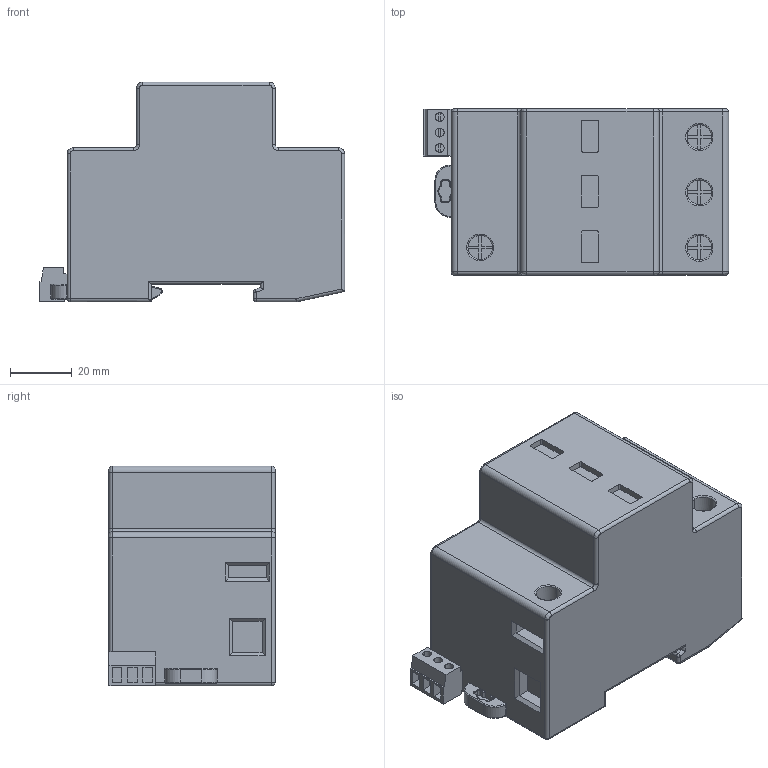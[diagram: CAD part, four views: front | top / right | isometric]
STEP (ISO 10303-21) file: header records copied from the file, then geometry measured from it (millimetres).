
FILE_DESCRIPTION((''),'2;1');
FILE_NAME('ETITEC_T_WENT_4_0_RC_ASM','2023-10-17T10:59:17',('klemen.sitar'),('Audax d.o.o.'),'CREO PARAMETRIC BY PTC INC, 2021304','CREO PARAMETRIC BY PTC INC, 2021304','');
FILE_SCHEMA(('AP242_MANAGED_MODEL_BASED_3D_ENGINEERING_MIM_LF { 1 0 10303 442 1 1 4 }'));
Products named in the file (11): PROBLOC_SAFEBLOX_EXT_4TE_RC_2_1; BAZA_1TE_B2S_RC_ZASKOK_19_1___3; BAZA_1TE_B2S_RC_ZASKOK_19_AS__3_ASM; OUTER_1TE_S_SHAPE_B2S_R_ASM___3_ASM; IZ506_504_ETITEC_B_1P0_RC_AS__3_ASM; ASM0010_ASM_1_1_2_3_4_5_6_7_A_1_ASM; ASM0034_ASM_1_1_ASM_1_ASM; ASM0032_ASM_1_1_ASM_1_ASM; ASM0040_ASM_1_ASM; PROBLOC_SAFEBLOX_EXT_4TE_RC_2_2; ETITEC_T_WENT_4_0_RC_ASM
Assembly tree (10 placements, depth 9):
  ETITEC_T_WENT_4_0_RC_ASM
    ASM0040_ASM_1_ASM
      ASM0032_ASM_1_1_ASM_1_ASM
        PROBLOC_SAFEBLOX_EXT_4TE_RC_2_1
        ASM0034_ASM_1_1_ASM_1_ASM
          ASM0010_ASM_1_1_2_3_4_5_6_7_A_1_ASM
            IZ506_504_ETITEC_B_1P0_RC_AS__3_ASM
              OUTER_1TE_S_SHAPE_B2S_R_ASM___3_ASM
                BAZA_1TE_B2S_RC_ZASKOK_19_AS__3_ASM
                  BAZA_1TE_B2S_RC_ZASKOK_19_1___3
    PROBLOC_SAFEBLOX_EXT_4TE_RC_2_2
Bounding box: 99 x 53.85 x 71.28 mm (x, y, z)
Volume: 278155.8 mm3; surface area: 31830.7 mm2
Topology: 4 solids, 4 shells, 363 faces, 906 edges, 568 vertices
Faces by surface type: plane 211, cylinder 101, torus 27, bspline 18, sphere 6
Entity records: 16885 total; most frequent: CARTESIAN_POINT 3081, DIRECTION 1901, ORIENTED_EDGE 1804, PRESENTATION_STYLE_ASSIGNMENT 1043, STYLED_ITEM 906, CURVE_STYLE 902, EDGE_CURVE 902, AXIS2_PLACEMENT_3D 659
